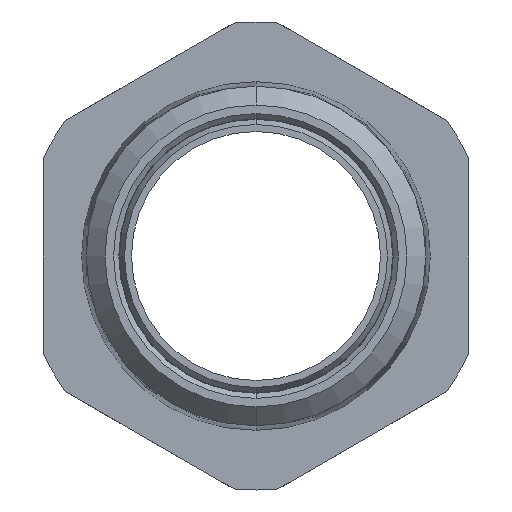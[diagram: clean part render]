
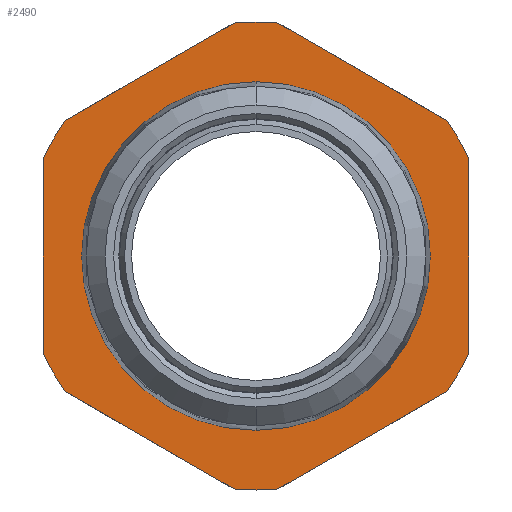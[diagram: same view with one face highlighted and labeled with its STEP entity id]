
A CAD part, left-side view. The second image highlights one B-rep face of the part: STEP entity #2490.
In plain terms, the highlighted planar face has unit normal (-1, 0, 0).
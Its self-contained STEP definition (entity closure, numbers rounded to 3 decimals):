
#7 = VERTEX_POINT ( 'NONE', #951 ) ;
#21 = VECTOR ( 'NONE', #50, 1000. ) ;
#29 = CARTESIAN_POINT ( 'NONE',  ( 25.3, 0., 0. ) ) ;
#50 = DIRECTION ( 'NONE',  ( 0., -0.866, -0.5 ) ) ;
#87 = CARTESIAN_POINT ( 'NONE',  ( 25.3, 0., 0. ) ) ;
#110 = ORIENTED_EDGE ( 'NONE', *, *, #1065, .F. ) ;
#128 = LINE ( 'NONE', #1480, #201 ) ;
#131 = DIRECTION ( 'NONE',  ( 1., 0., 0. ) ) ;
#133 = CARTESIAN_POINT ( 'NONE',  ( 25.3, 0., 0. ) ) ;
#151 = DIRECTION ( 'NONE',  ( 0., 0., -1. ) ) ;
#177 = CARTESIAN_POINT ( 'NONE',  ( 25.3, 20.5, -9.394 ) ) ;
#186 = VERTEX_POINT ( 'NONE', #1857 ) ;
#201 = VECTOR ( 'NONE', #1729, 1000. ) ;
#222 = EDGE_CURVE ( 'NONE', #1831, #1836, #1181, .T. ) ;
#251 = CARTESIAN_POINT ( 'NONE',  ( 25.3, 0., -23.671 ) ) ;
#268 = EDGE_CURVE ( 'NONE', #518, #1769, #2756, .T. ) ;
#357 = AXIS2_PLACEMENT_3D ( 'NONE', #573, #1896, #1718 ) ;
#421 = EDGE_CURVE ( 'NONE', #7, #839, #1627, .T. ) ;
#425 = EDGE_CURVE ( 'NONE', #1537, #2374, #973, .T. ) ;
#435 = EDGE_CURVE ( 'NONE', #2443, #1594, #1567, .T. ) ;
#440 = EDGE_CURVE ( 'NONE', #1570, #839, #128, .T. ) ;
#448 = CARTESIAN_POINT ( 'NONE',  ( 25.3, -20.5, -9.394 ) ) ;
#503 = DIRECTION ( 'NONE',  ( 1., 0., 0. ) ) ;
#504 = CIRCLE ( 'NONE', #1557, 22.55 ) ;
#509 = CIRCLE ( 'NONE', #743, 22.55 ) ;
#518 = VERTEX_POINT ( 'NONE', #1590 ) ;
#543 = CARTESIAN_POINT ( 'NONE',  ( 25.3, 18.386, -13.056 ) ) ;
#573 = CARTESIAN_POINT ( 'NONE',  ( 25.3, 0., 0. ) ) ;
#597 = DIRECTION ( 'NONE',  ( 0., 0., -1. ) ) ;
#623 = ORIENTED_EDGE ( 'NONE', *, *, #2308, .T. ) ;
#642 = DIRECTION ( 'NONE',  ( 0., 0., -1. ) ) ;
#677 = CARTESIAN_POINT ( 'NONE',  ( 25.3, -2.114, -22.451 ) ) ;
#687 = ORIENTED_EDGE ( 'NONE', *, *, #2783, .T. ) ;
#690 = ORIENTED_EDGE ( 'NONE', *, *, #1646, .T. ) ;
#700 = VECTOR ( 'NONE', #2724, 1000. ) ;
#706 = CARTESIAN_POINT ( 'NONE',  ( 25.3, 2.114, 22.451 ) ) ;
#707 = CIRCLE ( 'NONE', #850, 22.55 ) ;
#743 = AXIS2_PLACEMENT_3D ( 'NONE', #133, #131, #151 ) ;
#763 = CARTESIAN_POINT ( 'NONE',  ( 25.3, 0., -16.8 ) ) ;
#773 = CIRCLE ( 'NONE', #357, 22.55 ) ;
#779 = CARTESIAN_POINT ( 'NONE',  ( 25.3, 16.8, 0. ) ) ;
#820 = CARTESIAN_POINT ( 'NONE',  ( 25.3, -2.114, 22.451 ) ) ;
#839 = VERTEX_POINT ( 'NONE', #1112 ) ;
#850 = AXIS2_PLACEMENT_3D ( 'NONE', #916, #1386, #2647 ) ;
#877 = CIRCLE ( 'NONE', #1035, 16.8 ) ;
#879 = ORIENTED_EDGE ( 'NONE', *, *, #435, .T. ) ;
#886 = VECTOR ( 'NONE', #2092, 1000. ) ;
#902 = DIRECTION ( 'NONE',  ( 1., 0., 0. ) ) ;
#916 = CARTESIAN_POINT ( 'NONE',  ( 25.3, 0., 0. ) ) ;
#923 = EDGE_CURVE ( 'NONE', #2443, #2374, #504, .T. ) ;
#951 = CARTESIAN_POINT ( 'NONE',  ( 25.3, 20.5, 9.394 ) ) ;
#973 = LINE ( 'NONE', #251, #700 ) ;
#1022 = ORIENTED_EDGE ( 'NONE', *, *, #1510, .F. ) ;
#1025 = CARTESIAN_POINT ( 'NONE',  ( 25.3, 0., 0. ) ) ;
#1035 = AXIS2_PLACEMENT_3D ( 'NONE', #29, #902, #597 ) ;
#1057 = CARTESIAN_POINT ( 'NONE',  ( 25.3, 2.114, -22.451 ) ) ;
#1061 = LINE ( 'NONE', #1662, #1101 ) ;
#1065 = EDGE_CURVE ( 'NONE', #1537, #1905, #509, .T. ) ;
#1101 = VECTOR ( 'NONE', #1222, 1000. ) ;
#1112 = CARTESIAN_POINT ( 'NONE',  ( 25.3, 18.386, 13.056 ) ) ;
#1156 = DIRECTION ( 'NONE',  ( 0., 0., -1. ) ) ;
#1164 = DIRECTION ( 'NONE',  ( 1., 0., 0. ) ) ;
#1181 = CIRCLE ( 'NONE', #2034, 22.55 ) ;
#1211 = DIRECTION ( 'NONE',  ( 1., 0., 0. ) ) ;
#1222 = DIRECTION ( 'NONE',  ( 0., 0., -1. ) ) ;
#1231 = DIRECTION ( 'NONE',  ( 1., 0., 0. ) ) ;
#1336 = FACE_BOUND ( 'NONE', #2360, .T. ) ;
#1350 = ORIENTED_EDGE ( 'NONE', *, *, #421, .F. ) ;
#1375 = DIRECTION ( 'NONE',  ( 0., 0., -1. ) ) ;
#1376 = EDGE_CURVE ( 'NONE', #1570, #2011, #707, .T. ) ;
#1386 = DIRECTION ( 'NONE',  ( 1., 0., 0. ) ) ;
#1446 = DIRECTION ( 'NONE',  ( 0., 0., 1. ) ) ;
#1480 = CARTESIAN_POINT ( 'NONE',  ( 25.3, 0., 23.671 ) ) ;
#1510 = EDGE_CURVE ( 'NONE', #2011, #1628, #1608, .T. ) ;
#1537 = VERTEX_POINT ( 'NONE', #677 ) ;
#1557 = AXIS2_PLACEMENT_3D ( 'NONE', #1025, #1164, #1156 ) ;
#1567 = LINE ( 'NONE', #2033, #2379 ) ;
#1570 = VERTEX_POINT ( 'NONE', #706 ) ;
#1590 = CARTESIAN_POINT ( 'NONE',  ( 25.3, 0., 16.8 ) ) ;
#1591 = CARTESIAN_POINT ( 'NONE',  ( 25.3, 20.5, -11.836 ) ) ;
#1594 = VERTEX_POINT ( 'NONE', #2031 ) ;
#1608 = CIRCLE ( 'NONE', #2454, 22.55 ) ;
#1627 = CIRCLE ( 'NONE', #2292, 22.55 ) ;
#1628 = VERTEX_POINT ( 'NONE', #820 ) ;
#1646 = EDGE_CURVE ( 'NONE', #186, #1628, #2348, .T. ) ;
#1648 = CARTESIAN_POINT ( 'NONE',  ( 25.3, -20.5, 11.836 ) ) ;
#1662 = CARTESIAN_POINT ( 'NONE',  ( 25.3, 20.5, 11.836 ) ) ;
#1670 = ORIENTED_EDGE ( 'NONE', *, *, #222, .F. ) ;
#1718 = DIRECTION ( 'NONE',  ( 0., 0., -1. ) ) ;
#1729 = DIRECTION ( 'NONE',  ( 0., 0.866, -0.5 ) ) ;
#1739 = ORIENTED_EDGE ( 'NONE', *, *, #1376, .F. ) ;
#1769 = VERTEX_POINT ( 'NONE', #763 ) ;
#1831 = VERTEX_POINT ( 'NONE', #543 ) ;
#1836 = VERTEX_POINT ( 'NONE', #177 ) ;
#1841 = DIRECTION ( 'NONE',  ( 1., 0., 0. ) ) ;
#1857 = CARTESIAN_POINT ( 'NONE',  ( 25.3, -18.386, 13.056 ) ) ;
#1875 = FACE_OUTER_BOUND ( 'NONE', #2142, .T. ) ;
#1888 = DIRECTION ( 'NONE',  ( 1., 0., 0. ) ) ;
#1896 = DIRECTION ( 'NONE',  ( 1., 0., 0. ) ) ;
#1905 = VERTEX_POINT ( 'NONE', #1057 ) ;
#1914 = ORIENTED_EDGE ( 'NONE', *, *, #2190, .F. ) ;
#1989 = EDGE_CURVE ( 'NONE', #1831, #1905, #2805, .T. ) ;
#2009 = CARTESIAN_POINT ( 'NONE',  ( 25.3, 0., 0. ) ) ;
#2011 = VERTEX_POINT ( 'NONE', #2027 ) ;
#2015 = ORIENTED_EDGE ( 'NONE', *, *, #923, .F. ) ;
#2018 = DIRECTION ( 'NONE',  ( 0., 0., -1. ) ) ;
#2027 = CARTESIAN_POINT ( 'NONE',  ( 25.3, 0., 22.55 ) ) ;
#2031 = CARTESIAN_POINT ( 'NONE',  ( 25.3, -20.5, 9.394 ) ) ;
#2033 = CARTESIAN_POINT ( 'NONE',  ( 25.3, -20.5, -11.836 ) ) ;
#2034 = AXIS2_PLACEMENT_3D ( 'NONE', #2480, #1841, #2387 ) ;
#2092 = DIRECTION ( 'NONE',  ( 0., 0.866, 0.5 ) ) ;
#2142 = EDGE_LOOP ( 'NONE', ( #623, #1670, #2296, #110, #2638, #2015, #879, #1914, #690, #1022, #1739, #2663, #1350 ) ) ;
#2190 = EDGE_CURVE ( 'NONE', #186, #1594, #773, .T. ) ;
#2292 = AXIS2_PLACEMENT_3D ( 'NONE', #2428, #1211, #642 ) ;
#2296 = ORIENTED_EDGE ( 'NONE', *, *, #1989, .T. ) ;
#2306 = DIRECTION ( 'NONE',  ( 0., 0., -1. ) ) ;
#2308 = EDGE_CURVE ( 'NONE', #7, #1836, #1061, .T. ) ;
#2348 = LINE ( 'NONE', #1648, #886 ) ;
#2360 = EDGE_LOOP ( 'NONE', ( #687, #2441 ) ) ;
#2374 = VERTEX_POINT ( 'NONE', #2583 ) ;
#2379 = VECTOR ( 'NONE', #1446, 1000. ) ;
#2387 = DIRECTION ( 'NONE',  ( 0., 0., -1. ) ) ;
#2427 = PLANE ( 'NONE',  #2598 ) ;
#2428 = CARTESIAN_POINT ( 'NONE',  ( 25.3, 0., 0. ) ) ;
#2441 = ORIENTED_EDGE ( 'NONE', *, *, #268, .T. ) ;
#2443 = VERTEX_POINT ( 'NONE', #448 ) ;
#2453 = AXIS2_PLACEMENT_3D ( 'NONE', #2009, #1888, #2018 ) ;
#2454 = AXIS2_PLACEMENT_3D ( 'NONE', #87, #503, #1375 ) ;
#2480 = CARTESIAN_POINT ( 'NONE',  ( 25.3, 0., 0. ) ) ;
#2490 = ADVANCED_FACE ( 'NONE', ( #1875, #1336 ), #2427, .F. ) ;
#2583 = CARTESIAN_POINT ( 'NONE',  ( 25.3, -18.386, -13.056 ) ) ;
#2598 = AXIS2_PLACEMENT_3D ( 'NONE', #779, #1231, #2306 ) ;
#2638 = ORIENTED_EDGE ( 'NONE', *, *, #425, .T. ) ;
#2647 = DIRECTION ( 'NONE',  ( 0., 0., -1. ) ) ;
#2663 = ORIENTED_EDGE ( 'NONE', *, *, #440, .T. ) ;
#2724 = DIRECTION ( 'NONE',  ( 0., -0.866, 0.5 ) ) ;
#2756 = CIRCLE ( 'NONE', #2453, 16.8 ) ;
#2783 = EDGE_CURVE ( 'NONE', #1769, #518, #877, .T. ) ;
#2805 = LINE ( 'NONE', #1591, #21 ) ;
